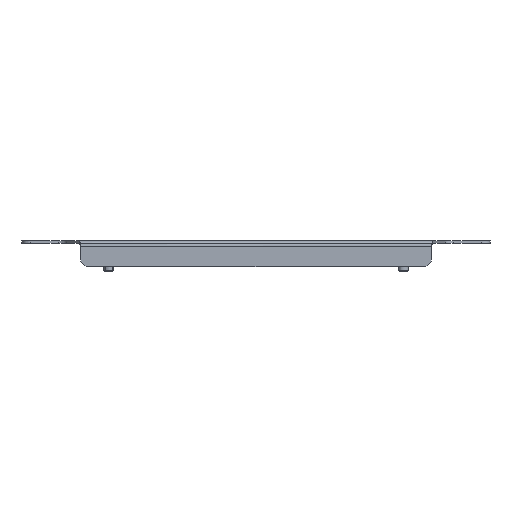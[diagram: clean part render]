
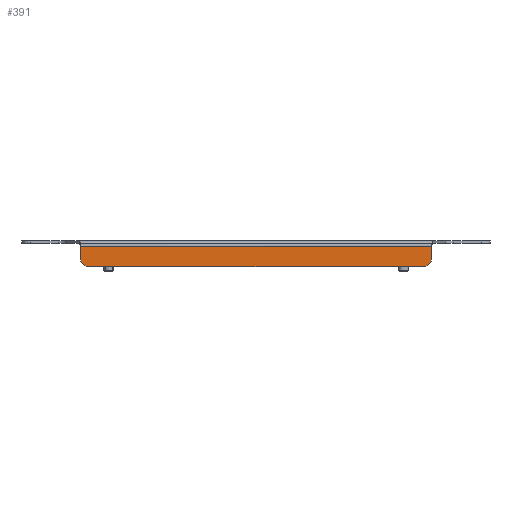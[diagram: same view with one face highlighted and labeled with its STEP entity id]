
A CAD part, front view. The second image highlights one B-rep face of the part: STEP entity #391.
In plain terms, the highlighted planar face has unit normal (0, -1, 0).
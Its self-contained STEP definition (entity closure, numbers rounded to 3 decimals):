
#12 = VECTOR ( 'NONE', #473, 1000. ) ;
#92 = LINE ( 'NONE', #2512, #1009 ) ;
#125 = LINE ( 'NONE', #1199, #1677 ) ;
#135 = VERTEX_POINT ( 'NONE', #3098 ) ;
#173 = ORIENTED_EDGE ( 'NONE', *, *, #2295, .F. ) ;
#213 = ORIENTED_EDGE ( 'NONE', *, *, #2716, .T. ) ;
#370 = DIRECTION ( 'NONE',  ( 0., 0., 1. ) ) ;
#391 = ADVANCED_FACE ( 'NONE', ( #921 ), #3248, .F. ) ;
#436 = ORIENTED_EDGE ( 'NONE', *, *, #2930, .T. ) ;
#473 = DIRECTION ( 'NONE',  ( -1., 0., 0. ) ) ;
#525 = VERTEX_POINT ( 'NONE', #1533 ) ;
#550 = CARTESIAN_POINT ( 'NONE',  ( 96.357, -635., -15. ) ) ;
#740 = LINE ( 'NONE', #2848, #12 ) ;
#921 = FACE_OUTER_BOUND ( 'NONE', #1505, .T. ) ;
#988 = DIRECTION ( 'NONE',  ( 0., 0., 1. ) ) ;
#995 = EDGE_CURVE ( 'NONE', #2974, #525, #1491, .T. ) ;
#1000 = VERTEX_POINT ( 'NONE', #2049 ) ;
#1009 = VECTOR ( 'NONE', #370, 1000. ) ;
#1055 = VECTOR ( 'NONE', #988, 1000. ) ;
#1199 = CARTESIAN_POINT ( 'NONE',  ( 135., -635., -3. ) ) ;
#1248 = CARTESIAN_POINT ( 'NONE',  ( 101.357, -635., -15. ) ) ;
#1375 = CARTESIAN_POINT ( 'NONE',  ( 0., -635., 0. ) ) ;
#1395 = AXIS2_PLACEMENT_3D ( 'NONE', #3405, #3093, #1565 ) ;
#1491 = LINE ( 'NONE', #1248, #1055 ) ;
#1492 = AXIS2_PLACEMENT_3D ( 'NONE', #1375, #1950, #2706 ) ;
#1505 = EDGE_LOOP ( 'NONE', ( #1828, #213, #173, #436, #1833, #1824 ) ) ;
#1533 = CARTESIAN_POINT ( 'NONE',  ( 101.357, -635., -3. ) ) ;
#1565 = DIRECTION ( 'NONE',  ( 0., 0., 1. ) ) ;
#1606 = VERTEX_POINT ( 'NONE', #2924 ) ;
#1677 = VECTOR ( 'NONE', #2494, 1000. ) ;
#1766 = DIRECTION ( 'NONE',  ( 0., 0., 1. ) ) ;
#1824 = ORIENTED_EDGE ( 'NONE', *, *, #2404, .F. ) ;
#1828 = ORIENTED_EDGE ( 'NONE', *, *, #2402, .F. ) ;
#1833 = ORIENTED_EDGE ( 'NONE', *, *, #995, .T. ) ;
#1950 = DIRECTION ( 'NONE',  ( 0., 1., 0. ) ) ;
#1988 = VERTEX_POINT ( 'NONE', #550 ) ;
#2049 = CARTESIAN_POINT ( 'NONE',  ( -101.357, -635., -10. ) ) ;
#2295 = EDGE_CURVE ( 'NONE', #1988, #1606, #740, .T. ) ;
#2402 = EDGE_CURVE ( 'NONE', #1000, #135, #92, .T. ) ;
#2404 = EDGE_CURVE ( 'NONE', #135, #525, #125, .T. ) ;
#2494 = DIRECTION ( 'NONE',  ( 1., 0., 0. ) ) ;
#2501 = AXIS2_PLACEMENT_3D ( 'NONE', #3322, #3285, #1766 ) ;
#2512 = CARTESIAN_POINT ( 'NONE',  ( -101.357, -635., -15. ) ) ;
#2669 = CIRCLE ( 'NONE', #1395, 5. ) ;
#2706 = DIRECTION ( 'NONE',  ( 0., 0., 1. ) ) ;
#2716 = EDGE_CURVE ( 'NONE', #1000, #1606, #2935, .T. ) ;
#2848 = CARTESIAN_POINT ( 'NONE',  ( 135., -635., -15. ) ) ;
#2924 = CARTESIAN_POINT ( 'NONE',  ( -96.357, -635., -15. ) ) ;
#2930 = EDGE_CURVE ( 'NONE', #1988, #2974, #2669, .T. ) ;
#2935 = CIRCLE ( 'NONE', #2501, 5. ) ;
#2951 = CARTESIAN_POINT ( 'NONE',  ( 101.357, -635., -10. ) ) ;
#2974 = VERTEX_POINT ( 'NONE', #2951 ) ;
#3093 = DIRECTION ( 'NONE',  ( 0., -1., 0. ) ) ;
#3098 = CARTESIAN_POINT ( 'NONE',  ( -101.357, -635., -3. ) ) ;
#3248 = PLANE ( 'NONE',  #1492 ) ;
#3285 = DIRECTION ( 'NONE',  ( 0., -1., 0. ) ) ;
#3322 = CARTESIAN_POINT ( 'NONE',  ( -96.357, -635., -10. ) ) ;
#3405 = CARTESIAN_POINT ( 'NONE',  ( 96.357, -635., -10. ) ) ;
